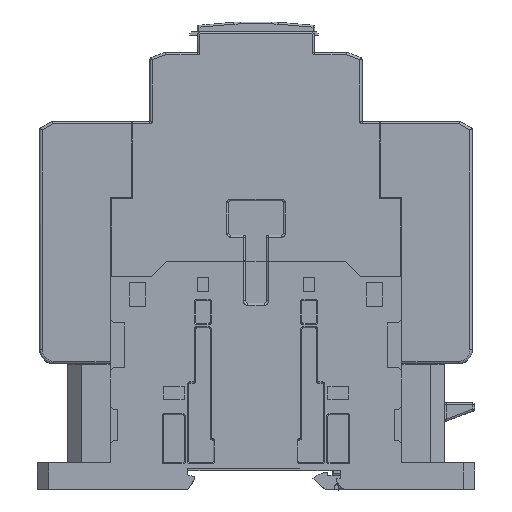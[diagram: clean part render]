
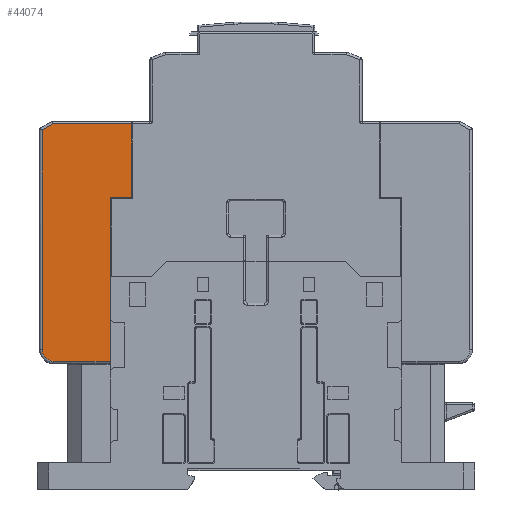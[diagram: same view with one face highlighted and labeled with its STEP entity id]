
A CAD part, top view. The second image highlights one B-rep face of the part: STEP entity #44074.
In plain terms, the highlighted planar face has unit normal (0, 0, 1).
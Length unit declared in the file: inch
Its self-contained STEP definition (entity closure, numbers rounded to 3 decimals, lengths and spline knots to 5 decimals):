
#608 = CARTESIAN_POINT ( 'NONE',  ( -0.81704, 1.50882, 3.14879 ) ) ;
#2500 = CARTESIAN_POINT ( 'NONE',  ( 0.00537, 1.50882, 3.14879 ) ) ;
#3636 = DIRECTION ( 'NONE',  ( 0.866, 0.5, 0. ) ) ;
#4261 = CARTESIAN_POINT ( 'NONE',  ( -0.22101, 0.27851, 3.14879 ) ) ;
#4283 = VECTOR ( 'NONE', #3636, 39.37008 ) ;
#5268 = DIRECTION ( 'NONE',  ( -1., 0., 0. ) ) ;
#5283 = VERTEX_POINT ( 'NONE', #22100 ) ;
#6630 = DIRECTION ( 'NONE',  ( 0., -1., 0. ) ) ;
#7032 = CARTESIAN_POINT ( 'NONE',  ( -0.92573, 1.53244, 3.14879 ) ) ;
#8074 = CARTESIAN_POINT ( 'NONE',  ( -0.92573, -0.90125, 3.14879 ) ) ;
#8516 = CARTESIAN_POINT ( 'NONE',  ( -0.80369, -0.95181, 3.14879 ) ) ;
#8655 = EDGE_LOOP ( 'NONE', ( #11742, #85459, #45152, #19492, #63844, #87477, #66377, #54529 ) ) ;
#11742 = ORIENTED_EDGE ( 'NONE', *, *, #45818, .F. ) ;
#12529 = VECTOR ( 'NONE', #81116, 39.37008 ) ;
#12566 = VERTEX_POINT ( 'NONE', #23418 ) ;
#13133 = VECTOR ( 'NONE', #85493, 39.37008 ) ;
#13468 = EDGE_CURVE ( 'NONE', #54834, #12566, #19959, .T. ) ;
#18814 = CARTESIAN_POINT ( 'NONE',  ( -0.94936, 1.53244, 3.14879 ) ) ;
#19492 = ORIENTED_EDGE ( 'NONE', *, *, #47577, .F. ) ;
#19959 = LINE ( 'NONE', #7032, #72350 ) ;
#22100 = CARTESIAN_POINT ( 'NONE',  ( 0.00537, 0.74504, 3.14879 ) ) ;
#23418 = CARTESIAN_POINT ( 'NONE',  ( -0.92573, 1.44607, 3.14879 ) ) ;
#23751 = CARTESIAN_POINT ( 'NONE',  ( -0.94936, 1.50882, 3.14879 ) ) ;
#25072 = DIRECTION ( 'NONE',  ( 1., 0., 0. ) ) ;
#25459 = FACE_OUTER_BOUND ( 'NONE', #8655, .T. ) ;
#26327 = DIRECTION ( 'NONE',  ( 0., 1., 0. ) ) ;
#27184 = CARTESIAN_POINT ( 'NONE',  ( -0.87518, -0.95181, 3.14879 ) ) ;
#29022 = VECTOR ( 'NONE', #25072, 39.37008 ) ;
#30971 = CARTESIAN_POINT ( 'NONE',  ( -0.92573, -0.82976, 3.14879 ) ) ;
#33428 = PLANE ( 'NONE',  #79296 ) ;
#34125 = DIRECTION ( 'NONE',  ( 0., 1., 0. ) ) ;
#37680 = VERTEX_POINT ( 'NONE', #58860 ) ;
#37889 = VERTEX_POINT ( 'NONE', #81968 ) ;
#40791 = LINE ( 'NONE', #72816, #66757 ) ;
#41805 = CARTESIAN_POINT ( 'NONE',  ( -0.92573, -0.82976, 3.14879 ) ) ;
#42563 = VERTEX_POINT ( 'NONE', #2500 ) ;
#44074 = ADVANCED_FACE ( 'NONE', ( #25459 ), #33428, .F. ) ;
#45152 = ORIENTED_EDGE ( 'NONE', *, *, #60167, .F. ) ;
#45818 = EDGE_CURVE ( 'NONE', #37889, #37680, #78951, .T. ) ;
#46888 = EDGE_CURVE ( 'NONE', #12566, #64908, #51583, .T. ) ;
#47577 = EDGE_CURVE ( 'NONE', #42563, #5283, #40791, .T. ) ;
#47728 = VERTEX_POINT ( 'NONE', #55002 ) ;
#50005 = EDGE_CURVE ( 'NONE', #37680, #54834, #86279, .T. ) ;
#51583 = LINE ( 'NONE', #71547, #4283 ) ;
#54529 = ORIENTED_EDGE ( 'NONE', *, *, #50005, .F. ) ;
#54834 = VERTEX_POINT ( 'NONE', #30971 ) ;
#55002 = CARTESIAN_POINT ( 'NONE',  ( -0.22101, 0.74504, 3.14879 ) ) ;
#58860 = CARTESIAN_POINT ( 'NONE',  ( -0.80369, -0.95181, 3.14879 ) ) ;
#60167 = EDGE_CURVE ( 'NONE', #5283, #47728, #66487, .T. ) ;
#61554 = CARTESIAN_POINT ( 'NONE',  ( -0.94936, 0.74504, 3.14879 ) ) ;
#63844 = ORIENTED_EDGE ( 'NONE', *, *, #81684, .F. ) ;
#64908 = VERTEX_POINT ( 'NONE', #608 ) ;
#66377 = ORIENTED_EDGE ( 'NONE', *, *, #13468, .F. ) ;
#66487 = LINE ( 'NONE', #61554, #12529 ) ;
#66757 = VECTOR ( 'NONE', #6630, 39.37008 ) ;
#70642 = CARTESIAN_POINT ( 'NONE',  ( -0.94936, -0.95181, 3.14879 ) ) ;
#70841 = LINE ( 'NONE', #4261, #13133 ) ;
#71547 = CARTESIAN_POINT ( 'NONE',  ( -0.92573, 1.44607, 3.14879 ) ) ;
#72208 = VECTOR ( 'NONE', #5268, 39.37008 ) ;
#72350 = VECTOR ( 'NONE', #34125, 39.37008 ) ;
#72816 = CARTESIAN_POINT ( 'NONE',  ( 0.00537, 1.53244, 3.14879 ) ) ;
#77322 = EDGE_CURVE ( 'NONE', #37889, #47728, #70841, .T. ) ;
#78951 = LINE ( 'NONE', #70642, #72208 ) ;
#79296 = AXIS2_PLACEMENT_3D ( 'NONE', #18814, #87148, #26327 ) ;
#81116 = DIRECTION ( 'NONE',  ( -1., 0., 0. ) ) ;
#81684 = EDGE_CURVE ( 'NONE', #64908, #42563, #85894, .T. ) ;
#81968 = CARTESIAN_POINT ( 'NONE',  ( -0.22101, -0.95181, 3.14879 ) ) ;
#85459 = ORIENTED_EDGE ( 'NONE', *, *, #77322, .T. ) ;
#85493 = DIRECTION ( 'NONE',  ( 0., 1., 0. ) ) ;
#85894 = LINE ( 'NONE', #23751, #29022 ) ;
#86279 =( BOUNDED_CURVE ( )  B_SPLINE_CURVE ( 3, ( #8516, #27184, #8074, #41805 ),
 .UNSPECIFIED., .F., .T. ) 
 B_SPLINE_CURVE_WITH_KNOTS ( ( 4, 4 ),
 ( 0., 1. ),
 .UNSPECIFIED. ) 
 CURVE ( )  GEOMETRIC_REPRESENTATION_ITEM ( )  RATIONAL_B_SPLINE_CURVE ( ( 1., 0.805, 0.805, 1. ) ) 
 REPRESENTATION_ITEM ( '' )  );
#87148 = DIRECTION ( 'NONE',  ( 0., 0., -1. ) ) ;
#87477 = ORIENTED_EDGE ( 'NONE', *, *, #46888, .F. ) ;
